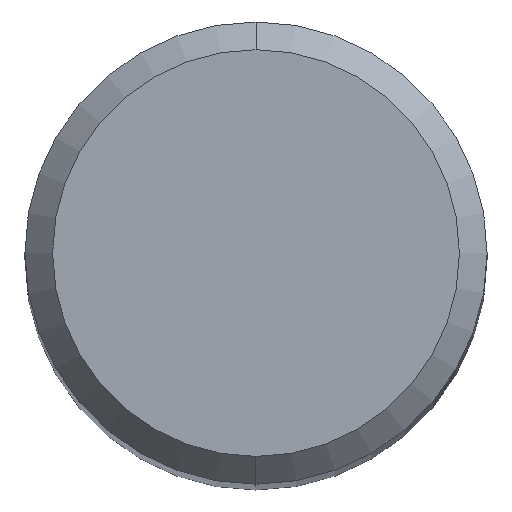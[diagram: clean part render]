
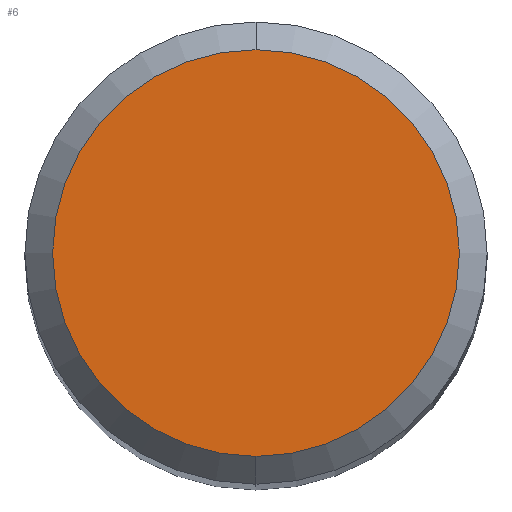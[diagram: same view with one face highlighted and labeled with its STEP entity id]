
A CAD part, top view. The second image highlights one B-rep face of the part: STEP entity #6.
In plain terms, the highlighted planar face has unit normal (0, 0, 1).
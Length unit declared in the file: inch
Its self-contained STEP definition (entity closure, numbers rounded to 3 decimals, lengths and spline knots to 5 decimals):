
#6 = ADVANCED_FACE ( 'NONE', ( #311 ), #502, .F. ) ;
#66 = DIRECTION ( 'NONE',  ( 0., -1., 0. ) ) ;
#69 = EDGE_LOOP ( 'NONE', ( #463, #193 ) ) ;
#71 = VERTEX_POINT ( 'NONE', #237 ) ;
#109 = AXIS2_PLACEMENT_3D ( 'NONE', #415, #297, #66 ) ;
#120 = CARTESIAN_POINT ( 'NONE',  ( 0., 0.11, 0. ) ) ;
#137 = CARTESIAN_POINT ( 'NONE',  ( 0., 0., 0. ) ) ;
#150 = CARTESIAN_POINT ( 'NONE',  ( 0., -0.11, 0. ) ) ;
#193 = ORIENTED_EDGE ( 'NONE', *, *, #451, .T. ) ;
#208 = DIRECTION ( 'NONE',  ( 0., 0., 1. ) ) ;
#216 = AXIS2_PLACEMENT_3D ( 'NONE', #120, #275, #461 ) ;
#218 = CIRCLE ( 'NONE', #239, 0.11 ) ;
#237 = CARTESIAN_POINT ( 'NONE',  ( 0., 0.11, 0. ) ) ;
#239 = AXIS2_PLACEMENT_3D ( 'NONE', #137, #208, #250 ) ;
#245 = EDGE_CURVE ( 'NONE', #71, #426, #218, .T. ) ;
#250 = DIRECTION ( 'NONE',  ( 0., -1., 0. ) ) ;
#275 = DIRECTION ( 'NONE',  ( 0., 0., -1. ) ) ;
#297 = DIRECTION ( 'NONE',  ( 0., 0., 1. ) ) ;
#311 = FACE_OUTER_BOUND ( 'NONE', #69, .T. ) ;
#413 = CIRCLE ( 'NONE', #109, 0.11 ) ;
#415 = CARTESIAN_POINT ( 'NONE',  ( 0., 0., 0. ) ) ;
#426 = VERTEX_POINT ( 'NONE', #150 ) ;
#451 = EDGE_CURVE ( 'NONE', #426, #71, #413, .T. ) ;
#461 = DIRECTION ( 'NONE',  ( 0., 1., 0. ) ) ;
#463 = ORIENTED_EDGE ( 'NONE', *, *, #245, .T. ) ;
#502 = PLANE ( 'NONE',  #216 ) ;
